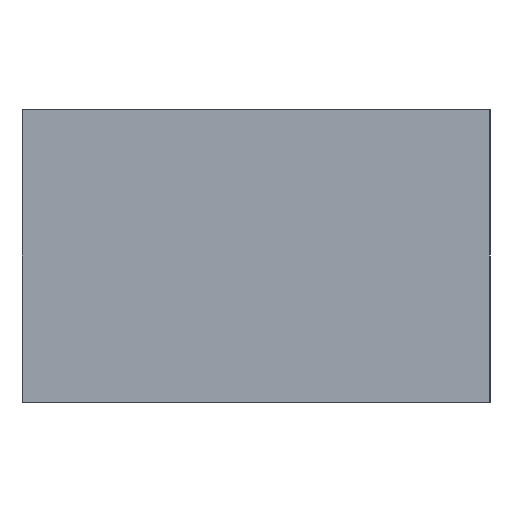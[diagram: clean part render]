
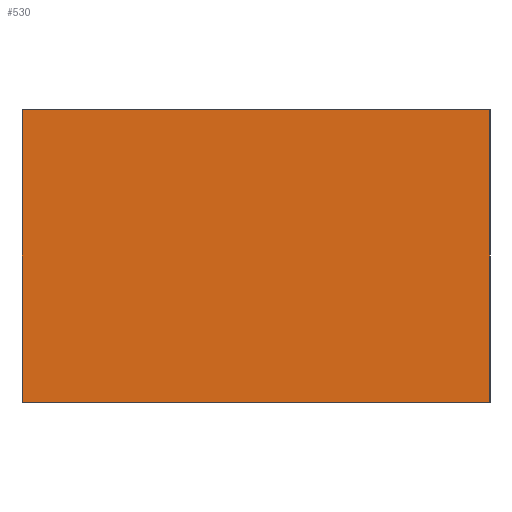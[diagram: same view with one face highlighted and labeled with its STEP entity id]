
A CAD part, left-side view. The second image highlights one B-rep face of the part: STEP entity #530.
In plain terms, the highlighted planar face has unit normal (-1, 0, 0).
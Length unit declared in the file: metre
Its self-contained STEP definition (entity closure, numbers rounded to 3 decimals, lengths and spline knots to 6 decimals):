
#54=ORIENTED_EDGE('',*,*,#185,.T.);
#55=ORIENTED_EDGE('',*,*,#186,.F.);
#56=ORIENTED_EDGE('',*,*,#187,.F.);
#57=ORIENTED_EDGE('',*,*,#179,.T.);
#179=EDGE_CURVE('',#248,#246,#299,.T.);
#185=EDGE_CURVE('',#246,#252,#305,.T.);
#186=EDGE_CURVE('',#253,#252,#306,.T.);
#187=EDGE_CURVE('',#248,#253,#307,.T.);
#246=VERTEX_POINT('',#820);
#248=VERTEX_POINT('',#823);
#252=VERTEX_POINT('',#834);
#253=VERTEX_POINT('',#836);
#299=LINE('',#822,#371);
#305=LINE('',#833,#377);
#306=LINE('',#835,#378);
#307=LINE('',#837,#379);
#371=VECTOR('',#674,1.);
#377=VECTOR('',#682,1.);
#378=VECTOR('',#683,1.);
#379=VECTOR('',#684,1.);
#434=EDGE_LOOP('',(#54,#55,#56,#57));
#466=FACE_BOUND('',#434,.T.);
#498=PLANE('',#611);
#530=ADVANCED_FACE('',(#466),#498,.F.);
#611=AXIS2_PLACEMENT_3D('',#832,#680,#681);
#674=DIRECTION('',(0.,0.,-1.));
#680=DIRECTION('',(1.,0.,0.));
#681=DIRECTION('',(0.,1.,0.));
#682=DIRECTION('',(0.,-1.,0.));
#683=DIRECTION('',(0.,0.,-1.));
#684=DIRECTION('',(0.,-1.,0.));
#820=CARTESIAN_POINT('',(-0.0008,0.0004,0.));
#822=CARTESIAN_POINT('',(-0.0008,0.0004,0.0005));
#823=CARTESIAN_POINT('',(-0.0008,0.0004,0.0005));
#832=CARTESIAN_POINT('',(-0.0008,0.,0.0005));
#833=CARTESIAN_POINT('',(-0.0008,0.,0.));
#834=CARTESIAN_POINT('',(-0.0008,-0.0004,0.));
#835=CARTESIAN_POINT('',(-0.0008,-0.0004,0.0005));
#836=CARTESIAN_POINT('',(-0.0008,-0.0004,0.0005));
#837=CARTESIAN_POINT('',(-0.0008,0.,0.0005));
